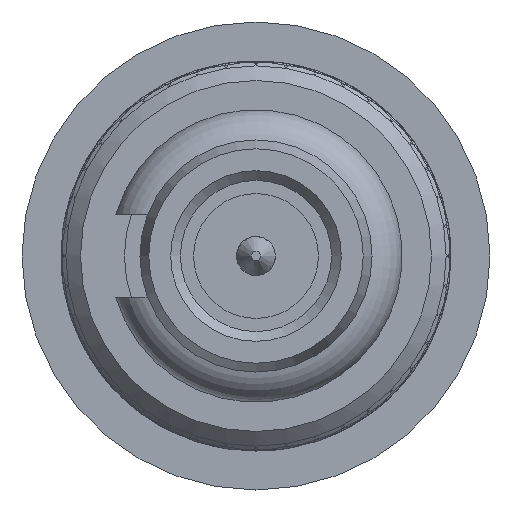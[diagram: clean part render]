
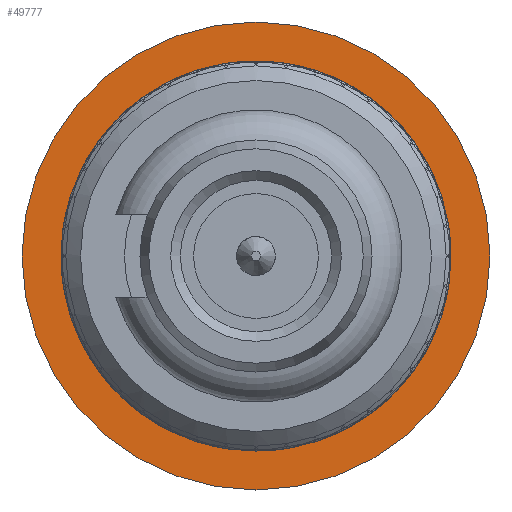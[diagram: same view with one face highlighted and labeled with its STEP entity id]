
A CAD part, front view. The second image highlights one B-rep face of the part: STEP entity #49777.
In plain terms, the highlighted planar face has unit normal (0, -1, 0).
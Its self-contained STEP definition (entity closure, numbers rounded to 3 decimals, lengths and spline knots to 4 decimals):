
#7075=PLANE('',#51405);
#12172=ORIENTED_EDGE('',*,*,#19807,.T.);
#12173=ORIENTED_EDGE('',*,*,#19806,.F.);
#19806=EDGE_CURVE('',#23642,#23642,#24986,.F.);
#19807=EDGE_CURVE('',#23643,#23643,#24987,.T.);
#23642=VERTEX_POINT('',#84736);
#23643=VERTEX_POINT('',#84739);
#24986=CIRCLE('',#51404,1.8646);
#24987=CIRCLE('',#51406,2.4);
#26321=EDGE_LOOP('',(#12172));
#26322=EDGE_LOOP('',(#12173));
#28911=FACE_BOUND('',#26321,.T.);
#28912=FACE_BOUND('',#26322,.T.);
#49777=ADVANCED_FACE('',(#28911,#28912),#7075,.F.);
#51404=AXIS2_PLACEMENT_3D('',#84735,#52506,#52507);
#51405=AXIS2_PLACEMENT_3D('',#84737,#52508,#52509);
#51406=AXIS2_PLACEMENT_3D('',#84738,#52510,#52511);
#52506=DIRECTION('',(0.,1.,0.));
#52507=DIRECTION('',(0.,0.,1.));
#52508=DIRECTION('',(0.,1.,0.));
#52509=DIRECTION('',(0.,0.,-1.));
#52510=DIRECTION('',(0.,-1.,0.));
#52511=DIRECTION('',(0.,0.,1.));
#84735=CARTESIAN_POINT('',(0.,-68.5,0.));
#84736=CARTESIAN_POINT('',(0.,-68.5,1.8646));
#84737=CARTESIAN_POINT('',(0.,-68.5,0.));
#84738=CARTESIAN_POINT('',(0.,-68.5,0.));
#84739=CARTESIAN_POINT('',(0.,-68.5,2.4));
